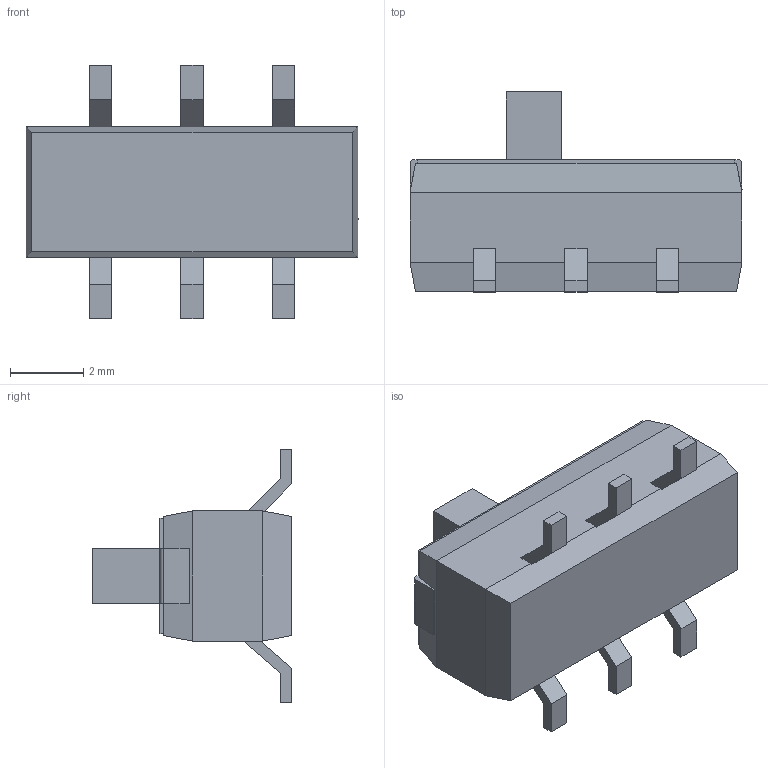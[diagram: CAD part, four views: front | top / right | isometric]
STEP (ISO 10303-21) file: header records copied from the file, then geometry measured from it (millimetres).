
FILE_DESCRIPTION (( 'STEP AP214' ), '1' );
FILE_NAME ('64E4D32F-AEA4-4CDB-A3E8-106E7AC2BBD9.STEP', '2024-04-12T03:26:08', ( '' ), ( '' ), 'SwSTEP 2.0', 'SolidWorks 2022', '' );
FILE_SCHEMA (( 'AUTOMOTIVE_DESIGN' ));
Length unit declared in the file: millimetre
Products named in the file (1): 64E4D32F-AEA4-4CDB-A3E8-106E7AC2BBD9
Bounding box: 9.05 x 5.45 x 6.9 mm (x, y, z)
Volume: 118.5 mm3; surface area: 181.5 mm2
Topology: 1 solids, 1 shells, 83 faces, 221 edges, 144 vertices
Faces by surface type: plane 81, cylinder 2
Entity records: 2784 total; most frequent: CARTESIAN_POINT 449, ORIENTED_EDGE 442, DIRECTION 393, EDGE_CURVE 221, LINE 217, VECTOR 217, VERTEX_POINT 144, AXIS2_PLACEMENT_3D 88
